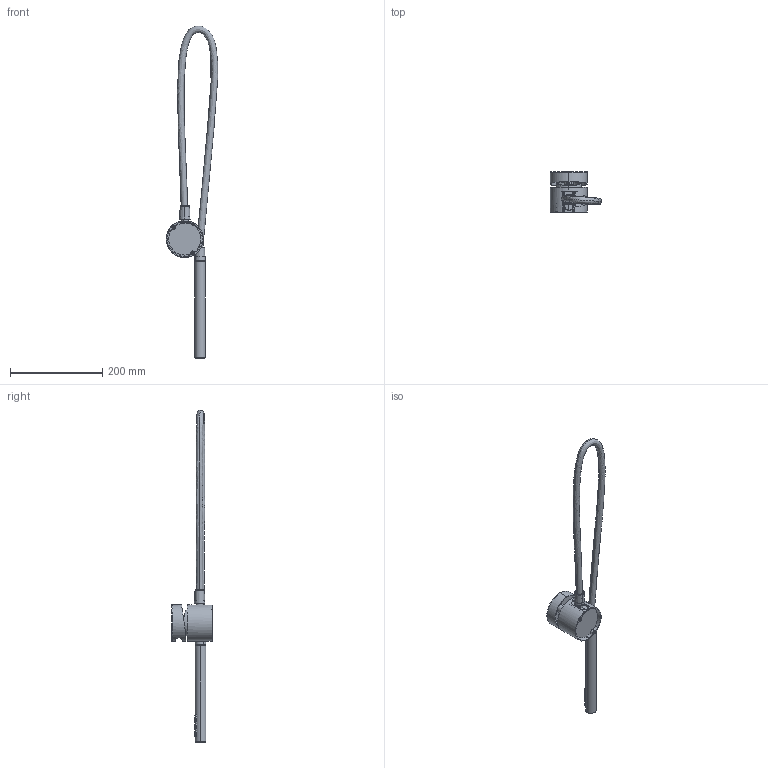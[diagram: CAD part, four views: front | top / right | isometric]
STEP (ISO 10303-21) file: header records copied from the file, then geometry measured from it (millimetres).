
FILE_DESCRIPTION (( 'STEP AP214' ), '1' );
FILE_NAME ('90 100 100 con mango y flexo.STEP', '2019-11-11T09:25:21', ( '' ), ( '' ), 'SwSTEP 2.0', 'SolidWorks 2016', '' );
FILE_SCHEMA (( 'AUTOMOTIVE_DESIGN' ));
Length unit declared in the file: millimetre
Products named in the file (16): 1979 ANILLO PARA MONOMANDO CON SALIDA Y SOPORTE REDONDO_-ZOCALO + TOMA + CONICO PL-1979_2; 90 100 100 con mango y flexo; socket head cap screw_din_DIN 912 M4 x 12 --- 12C_3; 1982 RACORD MONOMANDO M10-150 1-2 _-01_2; 1986 EMBELLECEDOR MONOMANDO COOL_solo embellecedor_3; CARTUCHO CITEC 35 CT35UF_-HUSILLO_3; FLEXO SILVER TERMO COOL_-01_1_2; MANGO CILINDRICO MINIMAL inCOOL_TETONES MANGO MINIMAL COOL_3; MANGO CILINDRICO MINIMAL inCOOL_3; socket set screw cone point_din_DIN 914 - M5 x 4_3; TERMINAL1 FLEXO SILVER_1_2; 1983 INSERTO CUADRADO PARA MONOMANDO_-02_3; socket countersunk head screw_din_DIN 7991 - M4 x 12 --- 7.6N_1_3; 1987 MANETA MONOMANDO COOL_-01_3; MANGO CILINDRICO MINIMAL inCOOL_SIN TETONES_3; socket countersunk head screw_din_DIN 7991 - M4 x 12 --- 7.6N_1_2_2
Assembly tree (16 placements, depth 3):
  90 100 100 con mango y flexo
    1979 ANILLO PARA MONOMANDO CON SALIDA Y SOPORTE REDONDO_-ZOCALO + TOMA + CONICO PL-1979_2
    1987 MANETA MONOMANDO COOL_-01_3
    1983 INSERTO CUADRADO PARA MONOMANDO_-02_3
    CARTUCHO CITEC 35 CT35UF_-HUSILLO_3
    1982 RACORD MONOMANDO M10-150 1-2 _-01_2
    1986 EMBELLECEDOR MONOMANDO COOL_solo embellecedor_3
    socket head cap screw_din_DIN 912 M4 x 12 --- 12C_3
    socket countersunk head screw_din_DIN 7991 - M4 x 12 --- 7.6N_1_3
    socket countersunk head screw_din_DIN 7991 - M4 x 12 --- 7.6N_1_2_2
    socket set screw cone point_din_DIN 914 - M5 x 4_3
    FLEXO SILVER TERMO COOL_-01_1_2
    TERMINAL1 FLEXO SILVER_1_2  x2
    MANGO CILINDRICO MINIMAL inCOOL_3
      MANGO CILINDRICO MINIMAL inCOOL_SIN TETONES_3
      MANGO CILINDRICO MINIMAL inCOOL_TETONES MANGO MINIMAL COOL_3
Bounding box: 111.31 x 87.13 x 720.4 mm (x, y, z)
Volume: 474502.5 mm3; surface area: 144166 mm2
Topology: 55 solids, 55 shells, 922 faces, 2166 edges, 1407 vertices
Faces by surface type: cylinder 357, plane 333, cone 145, bspline 54, torus 30, sphere 3
Entity records: 33527 total; most frequent: CARTESIAN_POINT 11979, ORIENTED_EDGE 4234, DIRECTION 4130, EDGE_CURVE 2117, AXIS2_PLACEMENT_3D 1599, VERTEX_POINT 1385, EDGE_LOOP 1068, LINE 932
